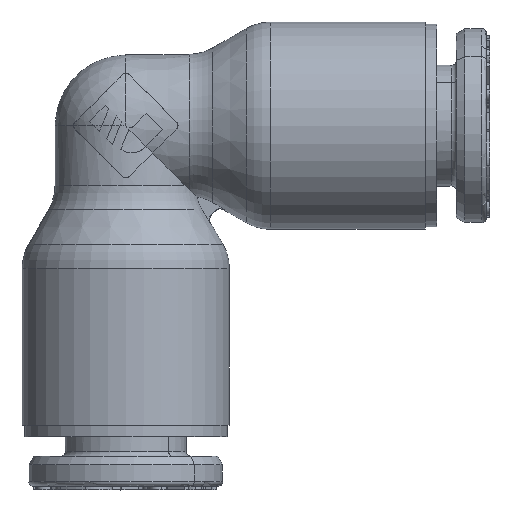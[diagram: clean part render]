
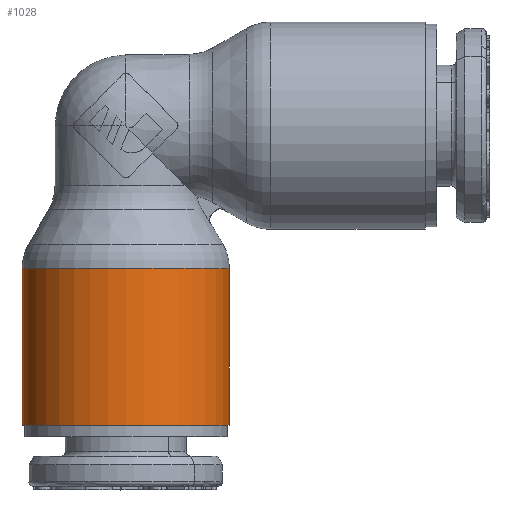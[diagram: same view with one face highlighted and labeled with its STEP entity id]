
A CAD part, top view. The second image highlights one B-rep face of the part: STEP entity #1028.
In plain terms, the highlighted cylindrical face has radius 4.325 mm (diameter 8.65 mm), a partial arc.
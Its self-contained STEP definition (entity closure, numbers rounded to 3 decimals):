
#1028=ADVANCED_FACE('NONE',(#2876),#2877,.T.);
#2876=FACE_OUTER_BOUND('',#5648,.T.);
#2877=CYLINDRICAL_SURFACE('',#5649,4.325);
#5648=EDGE_LOOP('',(#10349,#10350,#10351,#10352));
#5649=AXIS2_PLACEMENT_3D('',#10353,#10354,#10355);
#10349=ORIENTED_EDGE('',*,*,#17910,.T.);
#10350=ORIENTED_EDGE('',*,*,#17911,.T.);
#10351=ORIENTED_EDGE('',*,*,#17912,.T.);
#10352=ORIENTED_EDGE('',*,*,#17913,.T.);
#10353=CARTESIAN_POINT('',(0.0,-13.273,0.0));
#10354=DIRECTION('',(0.0,-1.0,0.0));
#10355=DIRECTION('',(1.0,0.0,0.0));
#17910=EDGE_CURVE('',#21410,#21411,#21412,.T.);
#17911=EDGE_CURVE('NONE',#21411,#21413,#21414,.T.);
#17912=EDGE_CURVE('',#21413,#21415,#21416,.T.);
#17913=EDGE_CURVE('NONE',#21415,#21410,#21417,.T.);
#21410=VERTEX_POINT('',#26603);
#21411=VERTEX_POINT('',#26604);
#21412=LINE('',#26605,#26606);
#21413=VERTEX_POINT('NONE',#26607);
#21414=CIRCLE('',#26608,4.325);
#21415=VERTEX_POINT('NONE',#26609);
#21416=LINE('',#26610,#26611);
#21417=CIRCLE('',#26612,4.325);
#26603=CARTESIAN_POINT('',(4.325,-12.5,0.));
#26604=CARTESIAN_POINT('',(4.325,-5.953,0.));
#26605=CARTESIAN_POINT('',(4.325,-9.227,0.));
#26606=VECTOR('',#35014,1.0);
#26607=CARTESIAN_POINT('',(-4.325,-5.953,0.0));
#26608=AXIS2_PLACEMENT_3D('',#35015,#35016,#35017);
#26609=CARTESIAN_POINT('',(-4.325,-12.5,0.0));
#26610=CARTESIAN_POINT('',(-4.325,-9.227,0.));
#26611=VECTOR('',#35018,1.0);
#26612=AXIS2_PLACEMENT_3D('',#35019,#35020,#35021);
#35014=DIRECTION('',(-0.0,1.0,-0.0));
#35015=CARTESIAN_POINT('',(0.0,-5.953,0.0));
#35016=DIRECTION('',(0.0,-1.0,0.0));
#35017=DIRECTION('',(-1.0,0.0,0.0));
#35018=DIRECTION('',(0.0,-1.0,0.0));
#35019=CARTESIAN_POINT('',(0.0,-12.5,0.0));
#35020=DIRECTION('',(0.0,1.0,0.0));
#35021=DIRECTION('',(-1.0,0.0,0.0));
